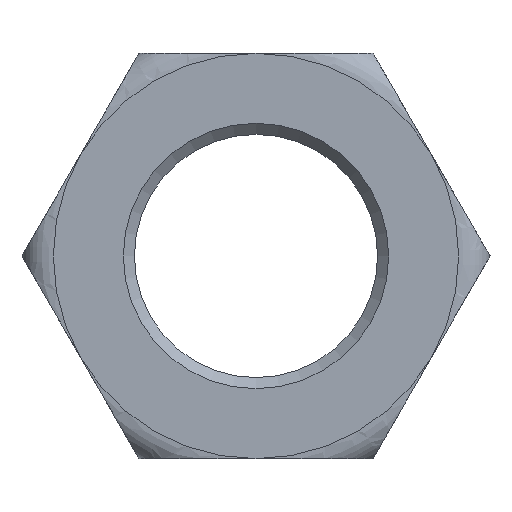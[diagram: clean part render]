
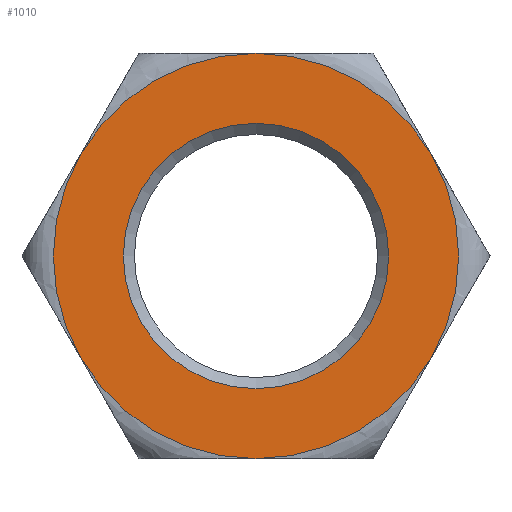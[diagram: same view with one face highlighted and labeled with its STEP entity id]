
A CAD part, front view. The second image highlights one B-rep face of the part: STEP entity #1010.
In plain terms, the highlighted planar face has unit normal (0, -1, 0).
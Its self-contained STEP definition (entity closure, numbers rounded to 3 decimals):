
#24 = ORIENTED_EDGE ( 'NONE', *, *, #537, .F. ) ;
#99 = EDGE_CURVE ( 'NONE', #351, #300, #1182, .T. ) ;
#130 = CARTESIAN_POINT ( 'NONE',  ( 0., -14.5, 0. ) ) ;
#131 = VERTEX_POINT ( 'NONE', #492 ) ;
#136 = CARTESIAN_POINT ( 'NONE',  ( 0., -14.5, 0. ) ) ;
#167 = CIRCLE ( 'NONE', #840, 27.5 ) ;
#189 = DIRECTION ( 'NONE',  ( 0., 1., 0. ) ) ;
#205 = AXIS2_PLACEMENT_3D ( 'NONE', #130, #762, #573 ) ;
#208 = AXIS2_PLACEMENT_3D ( 'NONE', #481, #1121, #494 ) ;
#209 = DIRECTION ( 'NONE',  ( 0., 1., 0. ) ) ;
#229 = VERTEX_POINT ( 'NONE', #313 ) ;
#246 = ORIENTED_EDGE ( 'NONE', *, *, #1080, .F. ) ;
#249 = CIRCLE ( 'NONE', #789, 18. ) ;
#283 = CARTESIAN_POINT ( 'NONE',  ( 0., -14.5, 0. ) ) ;
#300 = VERTEX_POINT ( 'NONE', #523 ) ;
#313 = CARTESIAN_POINT ( 'NONE',  ( 0., -14.5, 18. ) ) ;
#330 = DIRECTION ( 'NONE',  ( 1., 0., 0. ) ) ;
#351 = VERTEX_POINT ( 'NONE', #514 ) ;
#393 = CIRCLE ( 'NONE', #208, 27.5 ) ;
#449 = VERTEX_POINT ( 'NONE', #594 ) ;
#473 = CARTESIAN_POINT ( 'NONE',  ( -23.816, -14.5, -13.75 ) ) ;
#478 = DIRECTION ( 'NONE',  ( 0., 1., 0. ) ) ;
#481 = CARTESIAN_POINT ( 'NONE',  ( 0., -14.5, 0. ) ) ;
#488 = VERTEX_POINT ( 'NONE', #473 ) ;
#490 = EDGE_CURVE ( 'NONE', #449, #351, #674, .T. ) ;
#492 = CARTESIAN_POINT ( 'NONE',  ( -23.816, -14.5, 13.75 ) ) ;
#494 = DIRECTION ( 'NONE',  ( 1., 0., 0. ) ) ;
#499 = CIRCLE ( 'NONE', #805, 27.5 ) ;
#514 = CARTESIAN_POINT ( 'NONE',  ( 23.816, -14.5, 13.75 ) ) ;
#523 = CARTESIAN_POINT ( 'NONE',  ( 23.816, -14.5, -13.75 ) ) ;
#525 = ORIENTED_EDGE ( 'NONE', *, *, #758, .F. ) ;
#535 = EDGE_LOOP ( 'NONE', ( #987, #937, #1180, #246, #525, #24 ) ) ;
#537 = EDGE_CURVE ( 'NONE', #974, #488, #393, .T. ) ;
#565 = DIRECTION ( 'NONE',  ( 0., 1., 0. ) ) ;
#573 = DIRECTION ( 'NONE',  ( 1., 0., 0. ) ) ;
#594 = CARTESIAN_POINT ( 'NONE',  ( 0., -14.5, 27.5 ) ) ;
#634 = AXIS2_PLACEMENT_3D ( 'NONE', #925, #478, #1017 ) ;
#650 = CARTESIAN_POINT ( 'NONE',  ( 0., -14.5, 0. ) ) ;
#658 = DIRECTION ( 'NONE',  ( -1., 0., 0. ) ) ;
#660 = DIRECTION ( 'NONE',  ( 0., 1., 0. ) ) ;
#664 = PLANE ( 'NONE',  #634 ) ;
#674 = CIRCLE ( 'NONE', #205, 27.5 ) ;
#711 = AXIS2_PLACEMENT_3D ( 'NONE', #136, #1148, #330 ) ;
#758 = EDGE_CURVE ( 'NONE', #488, #131, #1002, .T. ) ;
#762 = DIRECTION ( 'NONE',  ( 0., 1., 0. ) ) ;
#766 = FACE_OUTER_BOUND ( 'NONE', #535, .T. ) ;
#789 = AXIS2_PLACEMENT_3D ( 'NONE', #283, #209, #848 ) ;
#803 = AXIS2_PLACEMENT_3D ( 'NONE', #935, #565, #928 ) ;
#805 = AXIS2_PLACEMENT_3D ( 'NONE', #650, #189, #658 ) ;
#806 = ORIENTED_EDGE ( 'NONE', *, *, #1033, .T. ) ;
#808 = EDGE_CURVE ( 'NONE', #300, #974, #167, .T. ) ;
#834 = FACE_BOUND ( 'NONE', #1073, .T. ) ;
#840 = AXIS2_PLACEMENT_3D ( 'NONE', #1006, #660, #1013 ) ;
#848 = DIRECTION ( 'NONE',  ( 0., 0., 1. ) ) ;
#925 = CARTESIAN_POINT ( 'NONE',  ( 0., -14.5, 0. ) ) ;
#928 = DIRECTION ( 'NONE',  ( 1., 0., 0. ) ) ;
#935 = CARTESIAN_POINT ( 'NONE',  ( 0., -14.5, 0. ) ) ;
#937 = ORIENTED_EDGE ( 'NONE', *, *, #99, .F. ) ;
#945 = CARTESIAN_POINT ( 'NONE',  ( 0., -14.5, -27.5 ) ) ;
#974 = VERTEX_POINT ( 'NONE', #945 ) ;
#987 = ORIENTED_EDGE ( 'NONE', *, *, #808, .F. ) ;
#1002 = CIRCLE ( 'NONE', #803, 27.5 ) ;
#1006 = CARTESIAN_POINT ( 'NONE',  ( 0., -14.5, 0. ) ) ;
#1010 = ADVANCED_FACE ( 'NONE', ( #834, #766 ), #664, .F. ) ;
#1013 = DIRECTION ( 'NONE',  ( 1., 0., 0. ) ) ;
#1017 = DIRECTION ( 'NONE',  ( 0., 0., 1. ) ) ;
#1033 = EDGE_CURVE ( 'NONE', #229, #229, #249, .T. ) ;
#1073 = EDGE_LOOP ( 'NONE', ( #806 ) ) ;
#1080 = EDGE_CURVE ( 'NONE', #131, #449, #499, .T. ) ;
#1121 = DIRECTION ( 'NONE',  ( 0., 1., 0. ) ) ;
#1148 = DIRECTION ( 'NONE',  ( 0., 1., 0. ) ) ;
#1180 = ORIENTED_EDGE ( 'NONE', *, *, #490, .F. ) ;
#1182 = CIRCLE ( 'NONE', #711, 27.5 ) ;
